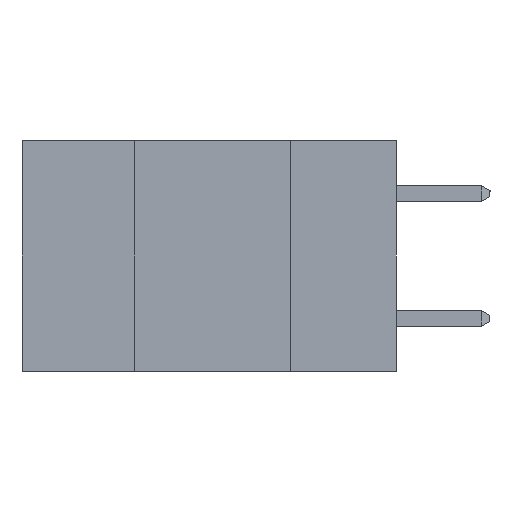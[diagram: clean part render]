
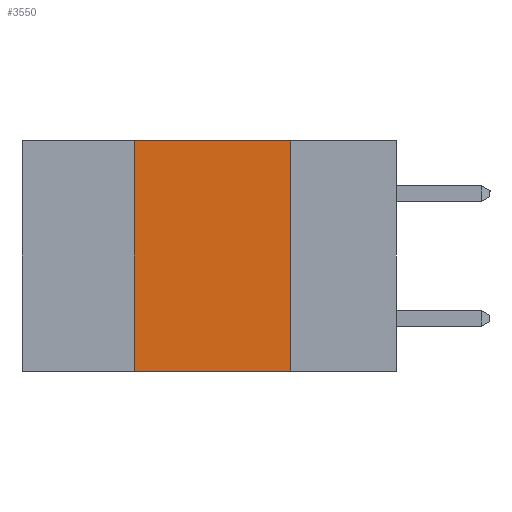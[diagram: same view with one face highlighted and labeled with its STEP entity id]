
A CAD part, left-side view. The second image highlights one B-rep face of the part: STEP entity #3550.
In plain terms, the highlighted planar face has unit normal (-1, 0, 0).
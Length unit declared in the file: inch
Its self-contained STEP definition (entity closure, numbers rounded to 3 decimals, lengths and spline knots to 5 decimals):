
#224 = CARTESIAN_POINT ( 'NONE',  ( 0., 0.17, -0.37 ) ) ;
#295 = FACE_OUTER_BOUND ( 'NONE', #6127, .T. ) ;
#299 = CARTESIAN_POINT ( 'NONE',  ( 0., 0.42, -0.37 ) ) ;
#1202 = CARTESIAN_POINT ( 'NONE',  ( 0., 0.6, 0. ) ) ;
#1436 = LINE ( 'NONE', #17052, #11075 ) ;
#2593 = ORIENTED_EDGE ( 'NONE', *, *, #14158, .T. ) ;
#3069 = DIRECTION ( 'NONE',  ( 0., -1., 0. ) ) ;
#3550 = ADVANCED_FACE ( 'NONE', ( #295 ), #11021, .F. ) ;
#4786 = DIRECTION ( 'NONE',  ( 0., 0., -1. ) ) ;
#4816 = VERTEX_POINT ( 'NONE', #299 ) ;
#5593 = ORIENTED_EDGE ( 'NONE', *, *, #13969, .F. ) ;
#6127 = EDGE_LOOP ( 'NONE', ( #5593, #8308, #13671, #2593 ) ) ;
#6147 = CARTESIAN_POINT ( 'NONE',  ( 0., 0.42, -0.37 ) ) ;
#6494 = VECTOR ( 'NONE', #19510, 39.37008 ) ;
#6519 = DIRECTION ( 'NONE',  ( 1., 0., 0. ) ) ;
#7043 = LINE ( 'NONE', #13281, #6494 ) ;
#7431 = DIRECTION ( 'NONE',  ( 0., -1., 0. ) ) ;
#7480 = EDGE_CURVE ( 'NONE', #4816, #15162, #16660, .T. ) ;
#7627 = LINE ( 'NONE', #1202, #15257 ) ;
#8056 = CARTESIAN_POINT ( 'NONE',  ( 0., 0.17, 0. ) ) ;
#8151 = CARTESIAN_POINT ( 'NONE',  ( 0., 0.6, 0. ) ) ;
#8291 = VERTEX_POINT ( 'NONE', #8056 ) ;
#8308 = ORIENTED_EDGE ( 'NONE', *, *, #9986, .F. ) ;
#9986 = EDGE_CURVE ( 'NONE', #15162, #8291, #7627, .T. ) ;
#11021 = PLANE ( 'NONE',  #12453 ) ;
#11075 = VECTOR ( 'NONE', #3069, 39.37008 ) ;
#12309 = VERTEX_POINT ( 'NONE', #224 ) ;
#12453 = AXIS2_PLACEMENT_3D ( 'NONE', #8151, #6519, #4786 ) ;
#13281 = CARTESIAN_POINT ( 'NONE',  ( 0., 0.17, -0.37 ) ) ;
#13671 = ORIENTED_EDGE ( 'NONE', *, *, #7480, .F. ) ;
#13969 = EDGE_CURVE ( 'NONE', #8291, #12309, #7043, .T. ) ;
#14158 = EDGE_CURVE ( 'NONE', #4816, #12309, #1436, .T. ) ;
#15162 = VERTEX_POINT ( 'NONE', #19401 ) ;
#15257 = VECTOR ( 'NONE', #7431, 39.37008 ) ;
#16660 = LINE ( 'NONE', #6147, #17243 ) ;
#17052 = CARTESIAN_POINT ( 'NONE',  ( 0., 0.6, -0.37 ) ) ;
#17243 = VECTOR ( 'NONE', #18591, 39.37008 ) ;
#18591 = DIRECTION ( 'NONE',  ( 0., 0., 1. ) ) ;
#19401 = CARTESIAN_POINT ( 'NONE',  ( 0., 0.42, 0. ) ) ;
#19510 = DIRECTION ( 'NONE',  ( 0., 0., -1. ) ) ;
